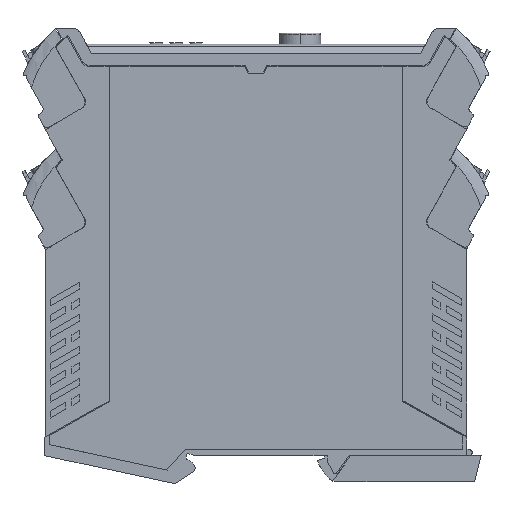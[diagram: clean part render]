
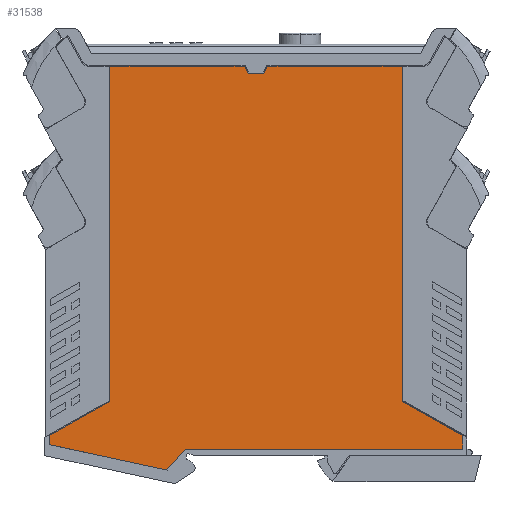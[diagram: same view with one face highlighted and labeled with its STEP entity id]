
A CAD part, left-side view. The second image highlights one B-rep face of the part: STEP entity #31538.
In plain terms, the highlighted planar face has unit normal (-1, 0, 0).
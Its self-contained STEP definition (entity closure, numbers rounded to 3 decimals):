
#31434=AXIS2_PLACEMENT_3D('Plane Axis2P3D',#31431,#31432,#31433) ;
#2020=CARTESIAN_POINT('Vertex',(0.,110.437,9.847)) ;
#2023=CARTESIAN_POINT('Line Origine',(0.,110.437,10.982)) ;
#2027=CARTESIAN_POINT('Vertex',(0.,110.437,12.116)) ;
#2052=CARTESIAN_POINT('Vertex',(0.,6.773,8.7)) ;
#2055=CARTESIAN_POINT('Line Origine',(0.,41.552,8.7)) ;
#2059=CARTESIAN_POINT('Vertex',(0.,76.332,8.7)) ;
#2084=CARTESIAN_POINT('Vertex',(0.,22.005,104.6)) ;
#2087=CARTESIAN_POINT('Line Origine',(0.,22.005,62.623)) ;
#2091=CARTESIAN_POINT('Vertex',(0.,22.005,20.647)) ;
#2116=CARTESIAN_POINT('Vertex',(0.,56.66,102.7)) ;
#2119=CARTESIAN_POINT('Line Origine',(0.,56.217,103.65)) ;
#2123=CARTESIAN_POINT('Vertex',(0.,55.774,104.6)) ;
#31431=CARTESIAN_POINT('Axis2P3D Location',(0.,5.843,8.611)) ;
#31436=CARTESIAN_POINT('Line Origine',(0.,78.608,6.095)) ;
#31440=CARTESIAN_POINT('Vertex',(0.,80.884,3.489)) ;
#31444=CARTESIAN_POINT('Control Point',(0.,6.773,8.7)) ;
#31445=CARTESIAN_POINT('Control Point',(0.,6.773,9.839)) ;
#31446=CARTESIAN_POINT('Control Point',(0.,6.773,10.977)) ;
#31447=CARTESIAN_POINT('Control Point',(0.,6.773,12.116)) ;
#31448=CARTESIAN_POINT('Vertex',(0.,6.773,12.116)) ;
#31452=CARTESIAN_POINT('Control Point',(0.,6.773,12.116)) ;
#31453=CARTESIAN_POINT('Control Point',(0.,11.85,14.96)) ;
#31454=CARTESIAN_POINT('Control Point',(0.,16.928,17.803)) ;
#31455=CARTESIAN_POINT('Control Point',(0.,22.005,20.647)) ;
#31458=CARTESIAN_POINT('Control Point',(0.,22.005,104.6)) ;
#31459=CARTESIAN_POINT('Control Point',(0.,32.095,104.6)) ;
#31460=CARTESIAN_POINT('Control Point',(0.,42.185,104.6)) ;
#31461=CARTESIAN_POINT('Control Point',(0.,52.274,104.6)) ;
#31462=CARTESIAN_POINT('Vertex',(0.,52.274,104.6)) ;
#31465=CARTESIAN_POINT('Line Origine',(0.,54.024,104.6)) ;
#31471=CARTESIAN_POINT('Control Point',(0.,56.66,102.7)) ;
#31472=CARTESIAN_POINT('Control Point',(0.,57.957,102.7)) ;
#31473=CARTESIAN_POINT('Control Point',(0.,59.253,102.7)) ;
#31474=CARTESIAN_POINT('Control Point',(0.,60.55,102.7)) ;
#31475=CARTESIAN_POINT('Vertex',(0.,60.55,102.7)) ;
#31478=CARTESIAN_POINT('Line Origine',(0.,60.993,103.65)) ;
#31482=CARTESIAN_POINT('Vertex',(0.,61.436,104.6)) ;
#31485=CARTESIAN_POINT('Line Origine',(0.,63.186,104.6)) ;
#31489=CARTESIAN_POINT('Vertex',(0.,64.936,104.6)) ;
#31493=CARTESIAN_POINT('Control Point',(0.,64.936,104.6)) ;
#31494=CARTESIAN_POINT('Control Point',(0.,75.026,104.6)) ;
#31495=CARTESIAN_POINT('Control Point',(0.,85.115,104.6)) ;
#31496=CARTESIAN_POINT('Control Point',(0.,95.205,104.6)) ;
#31497=CARTESIAN_POINT('Vertex',(0.,95.205,104.6)) ;
#31501=CARTESIAN_POINT('Control Point',(0.,95.205,104.6)) ;
#31502=CARTESIAN_POINT('Control Point',(0.,95.205,76.616)) ;
#31503=CARTESIAN_POINT('Control Point',(0.,95.205,48.631)) ;
#31504=CARTESIAN_POINT('Control Point',(0.,95.205,20.647)) ;
#31505=CARTESIAN_POINT('Vertex',(0.,95.205,20.647)) ;
#31509=CARTESIAN_POINT('Control Point',(0.,95.205,20.647)) ;
#31510=CARTESIAN_POINT('Control Point',(0.,100.282,17.803)) ;
#31511=CARTESIAN_POINT('Control Point',(0.,105.36,14.96)) ;
#31512=CARTESIAN_POINT('Control Point',(0.,110.437,12.116)) ;
#31515=CARTESIAN_POINT('Control Point',(0.,110.437,9.847)) ;
#31516=CARTESIAN_POINT('Control Point',(0.,100.586,7.728)) ;
#31517=CARTESIAN_POINT('Control Point',(0.,90.735,5.609)) ;
#31518=CARTESIAN_POINT('Control Point',(0.,80.884,3.489)) ;
#2024=DIRECTION('Vector Direction',(0.,0.,-1.)) ;
#2056=DIRECTION('Vector Direction',(0.,1.,0.)) ;
#2088=DIRECTION('Vector Direction',(0.,0.,1.)) ;
#2120=DIRECTION('Vector Direction',(0.,-0.423,0.906)) ;
#31432=DIRECTION('Axis2P3D Direction',(-1.,0.,0.)) ;
#31433=DIRECTION('Axis2P3D XDirection',(0.,-1.,0.)) ;
#31437=DIRECTION('Vector Direction',(0.,-0.658,0.753)) ;
#31466=DIRECTION('Vector Direction',(0.,1.,0.)) ;
#31479=DIRECTION('Vector Direction',(0.,0.423,0.906)) ;
#31486=DIRECTION('Vector Direction',(0.,1.,0.)) ;
#2025=VECTOR('Line Direction',#2024,1.) ;
#2057=VECTOR('Line Direction',#2056,1.) ;
#2089=VECTOR('Line Direction',#2088,1.) ;
#2121=VECTOR('Line Direction',#2120,1.) ;
#31438=VECTOR('Line Direction',#31437,1.) ;
#31467=VECTOR('Line Direction',#31466,1.) ;
#31480=VECTOR('Line Direction',#31479,1.) ;
#31487=VECTOR('Line Direction',#31486,1.) ;
#31521=ORIENTED_EDGE('',*,*,#31442,.F.) ;
#31522=ORIENTED_EDGE('',*,*,#2061,.T.) ;
#31523=ORIENTED_EDGE('',*,*,#31450,.T.) ;
#31524=ORIENTED_EDGE('',*,*,#31456,.T.) ;
#31525=ORIENTED_EDGE('',*,*,#2093,.T.) ;
#31526=ORIENTED_EDGE('',*,*,#31464,.T.) ;
#31527=ORIENTED_EDGE('',*,*,#31469,.T.) ;
#31528=ORIENTED_EDGE('',*,*,#2125,.T.) ;
#31529=ORIENTED_EDGE('',*,*,#31477,.T.) ;
#31530=ORIENTED_EDGE('',*,*,#31484,.T.) ;
#31531=ORIENTED_EDGE('',*,*,#31491,.T.) ;
#31532=ORIENTED_EDGE('',*,*,#31499,.T.) ;
#31533=ORIENTED_EDGE('',*,*,#31507,.T.) ;
#31534=ORIENTED_EDGE('',*,*,#31513,.T.) ;
#31535=ORIENTED_EDGE('',*,*,#2029,.T.) ;
#31536=ORIENTED_EDGE('',*,*,#31519,.T.) ;
#31538=ADVANCED_FACE('RELAIS',(#31537),#31435,.T.) ;
#31443=B_SPLINE_CURVE_WITH_KNOTS('',3,(#31444,#31445,#31446,#31447),.UNSPECIFIED.,.F.,.U.,(4,4),(0.,3.416),.UNSPECIFIED.) ;
#31451=B_SPLINE_CURVE_WITH_KNOTS('',3,(#31452,#31453,#31454,#31455),.UNSPECIFIED.,.F.,.U.,(4,4),(0.,17.458),.UNSPECIFIED.) ;
#31457=B_SPLINE_CURVE_WITH_KNOTS('',3,(#31458,#31459,#31460,#31461),.UNSPECIFIED.,.F.,.U.,(4,4),(0.,30.269),.UNSPECIFIED.) ;
#31470=B_SPLINE_CURVE_WITH_KNOTS('',3,(#31471,#31472,#31473,#31474),.UNSPECIFIED.,.F.,.U.,(4,4),(3.5,7.39),.UNSPECIFIED.) ;
#31492=B_SPLINE_CURVE_WITH_KNOTS('',3,(#31493,#31494,#31495,#31496),.UNSPECIFIED.,.F.,.U.,(4,4),(0.,30.269),.UNSPECIFIED.) ;
#31500=B_SPLINE_CURVE_WITH_KNOTS('',3,(#31501,#31502,#31503,#31504),.UNSPECIFIED.,.F.,.U.,(4,4),(0.,83.953),.UNSPECIFIED.) ;
#31508=B_SPLINE_CURVE_WITH_KNOTS('',3,(#31509,#31510,#31511,#31512),.UNSPECIFIED.,.F.,.U.,(4,4),(0.,17.458),.UNSPECIFIED.) ;
#31514=B_SPLINE_CURVE_WITH_KNOTS('',3,(#31515,#31516,#31517,#31518),.UNSPECIFIED.,.F.,.U.,(4,4),(0.,30.229),.UNSPECIFIED.) ;
#2029=EDGE_CURVE('',#2028,#2021,#2026,.T.) ;
#2061=EDGE_CURVE('',#2060,#2053,#2058,.F.) ;
#2093=EDGE_CURVE('',#2092,#2085,#2090,.T.) ;
#2125=EDGE_CURVE('',#2124,#2117,#2122,.F.) ;
#31442=EDGE_CURVE('',#2060,#31441,#31439,.F.) ;
#31450=EDGE_CURVE('',#2053,#31449,#31443,.T.) ;
#31456=EDGE_CURVE('',#31449,#2092,#31451,.T.) ;
#31464=EDGE_CURVE('',#2085,#31463,#31457,.T.) ;
#31469=EDGE_CURVE('',#31463,#2124,#31468,.T.) ;
#31477=EDGE_CURVE('',#2117,#31476,#31470,.T.) ;
#31484=EDGE_CURVE('',#31476,#31483,#31481,.T.) ;
#31491=EDGE_CURVE('',#31483,#31490,#31488,.T.) ;
#31499=EDGE_CURVE('',#31490,#31498,#31492,.T.) ;
#31507=EDGE_CURVE('',#31498,#31506,#31500,.T.) ;
#31513=EDGE_CURVE('',#31506,#2028,#31508,.T.) ;
#31519=EDGE_CURVE('',#2021,#31441,#31514,.T.) ;
#31520=EDGE_LOOP('',(#31521,#31522,#31523,#31524,#31525,#31526,#31527,#31528,#31529,#31530,#31531,#31532,#31533,#31534,#31535,#31536)) ;
#31537=FACE_OUTER_BOUND('',#31520,.T.) ;
#2026=LINE('Line',#2023,#2025) ;
#2058=LINE('Line',#2055,#2057) ;
#2090=LINE('Line',#2087,#2089) ;
#2122=LINE('Line',#2119,#2121) ;
#31439=LINE('Line',#31436,#31438) ;
#31468=LINE('Line',#31465,#31467) ;
#31481=LINE('Line',#31478,#31480) ;
#31488=LINE('Line',#31485,#31487) ;
#31435=PLANE('',#31434) ;
#2021=VERTEX_POINT('',#2020) ;
#2028=VERTEX_POINT('',#2027) ;
#2053=VERTEX_POINT('',#2052) ;
#2060=VERTEX_POINT('',#2059) ;
#2085=VERTEX_POINT('',#2084) ;
#2092=VERTEX_POINT('',#2091) ;
#2117=VERTEX_POINT('',#2116) ;
#2124=VERTEX_POINT('',#2123) ;
#31441=VERTEX_POINT('',#31440) ;
#31449=VERTEX_POINT('',#31448) ;
#31463=VERTEX_POINT('',#31462) ;
#31476=VERTEX_POINT('',#31475) ;
#31483=VERTEX_POINT('',#31482) ;
#31490=VERTEX_POINT('',#31489) ;
#31498=VERTEX_POINT('',#31497) ;
#31506=VERTEX_POINT('',#31505) ;
